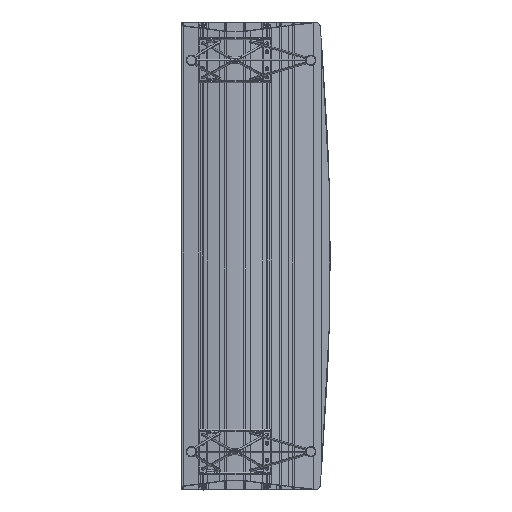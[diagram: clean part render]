
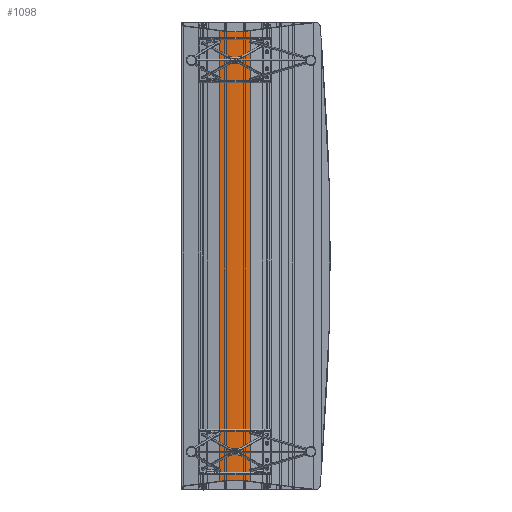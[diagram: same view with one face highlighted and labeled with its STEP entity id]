
A CAD part, front view. The second image highlights one B-rep face of the part: STEP entity #1098.
In plain terms, the highlighted cylindrical face has radius 553.5 mm (diameter 1107 mm), a partial arc.
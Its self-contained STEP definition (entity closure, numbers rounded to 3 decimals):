
#5 = VECTOR ( 'NONE', #1464, 1000. ) ;
#73 = DIRECTION ( 'NONE',  ( 1., 0., 0. ) ) ;
#143 = CARTESIAN_POINT ( 'NONE',  ( 0., 505.47, -2200. ) ) ;
#731 = CARTESIAN_POINT ( 'NONE',  ( -24.352, -49.635, -2152.365 ) ) ;
#869 = EDGE_CURVE ( 'NONE', #3712, #9270, #8931, .T. ) ;
#1091 = DIRECTION ( 'NONE',  ( 0., 0., 1. ) ) ;
#1098 = ADVANCED_FACE ( 'NONE', ( #7682 ), #4015, .T. ) ;
#1338 = AXIS2_PLACEMENT_3D ( 'NONE', #143, #1091, #73 ) ;
#1464 = DIRECTION ( 'NONE',  ( 0., 0., 1. ) ) ;
#1920 = VECTOR ( 'NONE', #7746, 1000. ) ;
#2153 = CARTESIAN_POINT ( 'NONE',  ( -72.634, -43.244, -2158.756 ) ) ;
#2394 = EDGE_CURVE ( 'NONE', #14483, #5873, #9260, .T. ) ;
#3001 = CARTESIAN_POINT ( 'NONE',  ( -72.634, -43.244, -41.244 ) ) ;
#3712 = VERTEX_POINT ( 'NONE', #7345 ) ;
#3807 = EDGE_CURVE ( 'NONE', #5873, #9270, #15535, .T. ) ;
#4015 = CYLINDRICAL_SURFACE ( 'NONE', #1338, 553.5 ) ;
#4509 = CARTESIAN_POINT ( 'NONE',  ( -72.634, -43.244, -2158.756 ) ) ;
#4950 = ORIENTED_EDGE ( 'NONE', *, *, #15866, .T. ) ;
#4999 = CARTESIAN_POINT ( 'NONE',  ( -72.634, -43.244, -2200. ) ) ;
#5873 = VERTEX_POINT ( 'NONE', #4509 ) ;
#7345 = CARTESIAN_POINT ( 'NONE',  ( 72.634, -43.244, -41.244 ) ) ;
#7682 = FACE_OUTER_BOUND ( 'NONE', #11511, .T. ) ;
#7746 = DIRECTION ( 'NONE',  ( 0., 0., 1. ) ) ;
#7908 = CARTESIAN_POINT ( 'NONE',  ( 72.634, -43.244, -2200. ) ) ;
#8931 =( BOUNDED_CURVE ( )  B_SPLINE_CURVE ( 3, ( #9378, #14471, #11978, #3001 ),
 .UNSPECIFIED., .F., .T. ) 
 B_SPLINE_CURVE_WITH_KNOTS ( ( 4, 4 ),
 ( 3.01, 3.273 ),
 .UNSPECIFIED. ) 
 CURVE ( )  GEOMETRIC_REPRESENTATION_ITEM ( )  RATIONAL_B_SPLINE_CURVE ( ( 1., 0.994, 0.994, 1. ) ) 
 REPRESENTATION_ITEM ( '' )  );
#9260 =( BOUNDED_CURVE ( )  B_SPLINE_CURVE ( 3, ( #13769, #14868, #731, #2153 ),
 .UNSPECIFIED., .F., .T. ) 
 B_SPLINE_CURVE_WITH_KNOTS ( ( 4, 4 ),
 ( 6.152, 6.415 ),
 .UNSPECIFIED. ) 
 CURVE ( )  GEOMETRIC_REPRESENTATION_ITEM ( )  RATIONAL_B_SPLINE_CURVE ( ( 1., 0.994, 0.994, 1. ) ) 
 REPRESENTATION_ITEM ( '' )  );
#9270 = VERTEX_POINT ( 'NONE', #14446 ) ;
#9378 = CARTESIAN_POINT ( 'NONE',  ( 72.634, -43.244, -41.244 ) ) ;
#10084 = ORIENTED_EDGE ( 'NONE', *, *, #2394, .F. ) ;
#10241 = ORIENTED_EDGE ( 'NONE', *, *, #3807, .F. ) ;
#11511 = EDGE_LOOP ( 'NONE', ( #4950, #16278, #10241, #10084 ) ) ;
#11978 = CARTESIAN_POINT ( 'NONE',  ( -24.352, -49.635, -47.635 ) ) ;
#12927 = LINE ( 'NONE', #7908, #5 ) ;
#13769 = CARTESIAN_POINT ( 'NONE',  ( 72.634, -43.244, -2158.756 ) ) ;
#14446 = CARTESIAN_POINT ( 'NONE',  ( -72.634, -43.244, -41.244 ) ) ;
#14471 = CARTESIAN_POINT ( 'NONE',  ( 24.352, -49.635, -47.635 ) ) ;
#14483 = VERTEX_POINT ( 'NONE', #15412 ) ;
#14868 = CARTESIAN_POINT ( 'NONE',  ( 24.352, -49.635, -2152.365 ) ) ;
#15412 = CARTESIAN_POINT ( 'NONE',  ( 72.634, -43.244, -2158.756 ) ) ;
#15535 = LINE ( 'NONE', #4999, #1920 ) ;
#15866 = EDGE_CURVE ( 'NONE', #14483, #3712, #12927, .T. ) ;
#16278 = ORIENTED_EDGE ( 'NONE', *, *, #869, .T. ) ;
